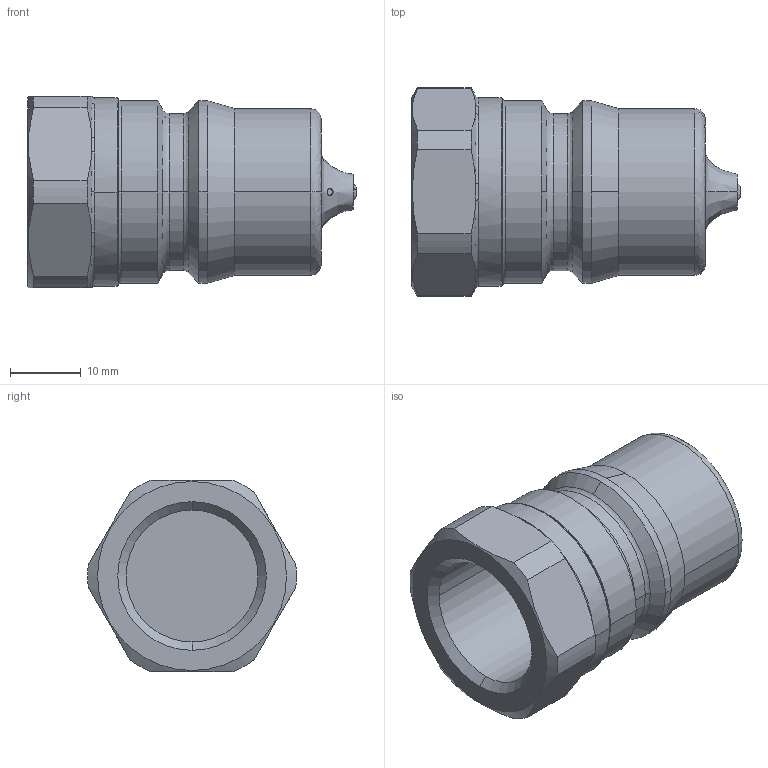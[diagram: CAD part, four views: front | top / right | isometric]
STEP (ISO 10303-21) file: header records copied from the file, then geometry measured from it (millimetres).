
FILE_DESCRIPTION (( 'STEP AP214' ), '1' );
FILE_NAME ('IB5021 V.STEP', '2015-09-02T07:35:22', ( 'admin' ), ( 'Microsoft' ), 'SwSTEP 2.0', 'SolidWorks 2009', '' );
FILE_SCHEMA (( 'AUTOMOTIVE_DESIGN' ));
Length unit declared in the file: millimetre
Products named in the file (1): IB5021 V
Bounding box: 46.44 x 29.49 x 27 mm (x, y, z)
Volume: 16592.2 mm3; surface area: 5495 mm2
Topology: 1 solids, 1 shells, 99 faces, 235 edges, 145 vertices
Faces by surface type: cylinder 31, cone 28, bspline 27, plane 13
Entity records: 3387 total; most frequent: CARTESIAN_POINT 1161, DIRECTION 471, ORIENTED_EDGE 470, EDGE_CURVE 235, AXIS2_PLACEMENT_3D 207, VERTEX_POINT 145, CIRCLE 134, EDGE_LOOP 106
